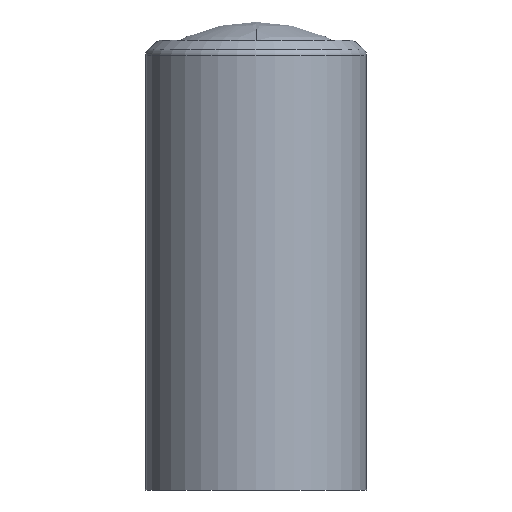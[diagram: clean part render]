
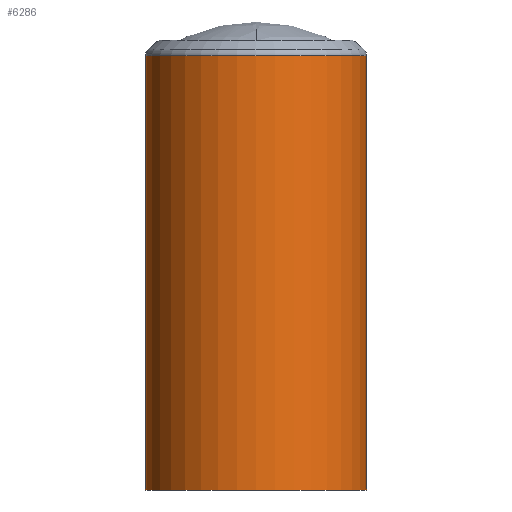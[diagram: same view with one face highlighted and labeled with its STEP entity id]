
A CAD part, left-side view. The second image highlights one B-rep face of the part: STEP entity #6286.
In plain terms, the highlighted cylindrical face has radius 14.256 mm (diameter 28.511 mm), a partial arc.
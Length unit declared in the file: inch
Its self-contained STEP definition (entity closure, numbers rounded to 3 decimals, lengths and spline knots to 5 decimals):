
#1320=CARTESIAN_POINT('',(0.,0.,0.));
#1321=DIRECTION('',(0.,0.,1.));
#1322=DIRECTION('',(0.,1.,0.));
#1323=AXIS2_PLACEMENT_3D('',#1320,#1321,#1322);
#1366=CARTESIAN_POINT('',(0.,0.,-2.205));
#1367=DIRECTION('',(0.,0.,1.));
#1368=DIRECTION('',(0.,1.,0.));
#1369=AXIS2_PLACEMENT_3D('',#1366,#1367,#1368);
#1386=DIRECTION('',(0.,0.,1.));
#1387=VECTOR('',#1386,2.205);
#1388=CARTESIAN_POINT('',(0.,-0.56125,-2.205));
#1389=LINE('',#1388,#1387);
#1390=DIRECTION('',(0.,0.,1.));
#1391=VECTOR('',#1390,2.205);
#1392=CARTESIAN_POINT('',(0.,0.56125,-2.205));
#1393=LINE('',#1392,#1391);
#5309=CARTESIAN_POINT('',(0.,0.56125,0.));
#5310=CARTESIAN_POINT('',(0.,-0.56125,0.));
#5311=VERTEX_POINT('',#5309);
#5312=VERTEX_POINT('',#5310);
#5529=CARTESIAN_POINT('',(0.,0.56125,-2.205));
#5530=CARTESIAN_POINT('',(0.,-0.56125,-2.205));
#5531=VERTEX_POINT('',#5529);
#5532=VERTEX_POINT('',#5530);
#6272=CARTESIAN_POINT('',(0.,0.,-2.415));
#6273=DIRECTION('',(0.,0.,1.));
#6274=DIRECTION('',(0.,1.,0.));
#6275=AXIS2_PLACEMENT_3D('',#6272,#6273,#6274);
#6276=CYLINDRICAL_SURFACE('',#6275,0.56125);
#6278=ORIENTED_EDGE('',*,*,#6277,.F.);
#6280=ORIENTED_EDGE('',*,*,#6279,.T.);
#6281=ORIENTED_EDGE('',*,*,#6260,.T.);
#6283=ORIENTED_EDGE('',*,*,#6282,.F.);
#6284=EDGE_LOOP('',(#6278,#6280,#6281,#6283));
#6285=FACE_OUTER_BOUND('',#6284,.F.);
#6286=ADVANCED_FACE('',(#6285),#6276,.T.);
#1324=CIRCLE('',#1323,0.56125);
#1370=CIRCLE('',#1369,0.56125);
#6260=EDGE_CURVE('',#5311,#5312,#1324,.T.);
#6277=EDGE_CURVE('',#5531,#5532,#1370,.T.);
#6279=EDGE_CURVE('',#5531,#5311,#1393,.T.);
#6282=EDGE_CURVE('',#5532,#5312,#1389,.T.);
